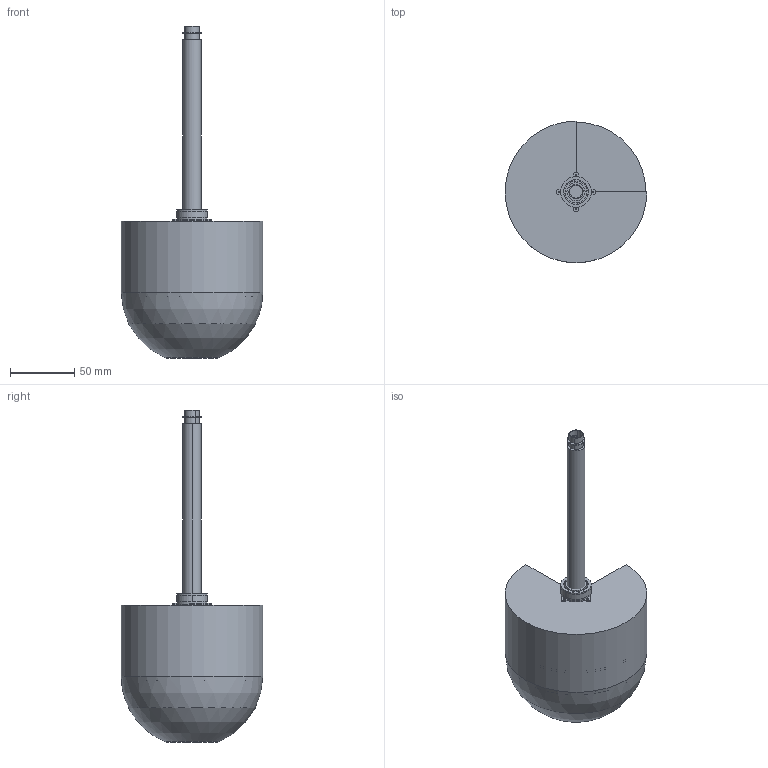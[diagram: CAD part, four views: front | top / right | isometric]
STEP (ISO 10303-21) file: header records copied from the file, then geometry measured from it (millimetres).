
FILE_DESCRIPTION(('CATIA V5 STEP Exchange'),'2;1');
FILE_NAME('pro1.stp','2019-01-26T17:03:20+00:00',('none'),('none'),'CATIA Version 5 Release 21 GA (IN-10)','CATIA V5 STEP AP203','none');
FILE_SCHEMA(('CONFIG_CONTROL_DESIGN'));
Length unit declared in the file: millimetre
Products named in the file (1): Payload
Assembly tree (5 placements, depth 2):
  Payload
    #58
    #958
    #3779
    #4610
    #4779
Bounding box: 110 x 110 x 257.81 mm (x, y, z)
Volume: 125354.1 mm3; surface area: 164699.1 mm2
Topology: 41 solids, 41 shells, 607 faces, 1549 edges, 1016 vertices
Faces by surface type: plane 345, bspline 142, cylinder 106, revolution 6, sphere 4, torus 2, cone 2
Entity records: 26095 total; most frequent: CARTESIAN_POINT 12832, ORIENTED_EDGE 3098, DIRECTION 1864, EDGE_CURVE 1549, VERTEX_POINT 1016, VECTOR 775, LINE 775, AXIS2_PLACEMENT_3D 697
